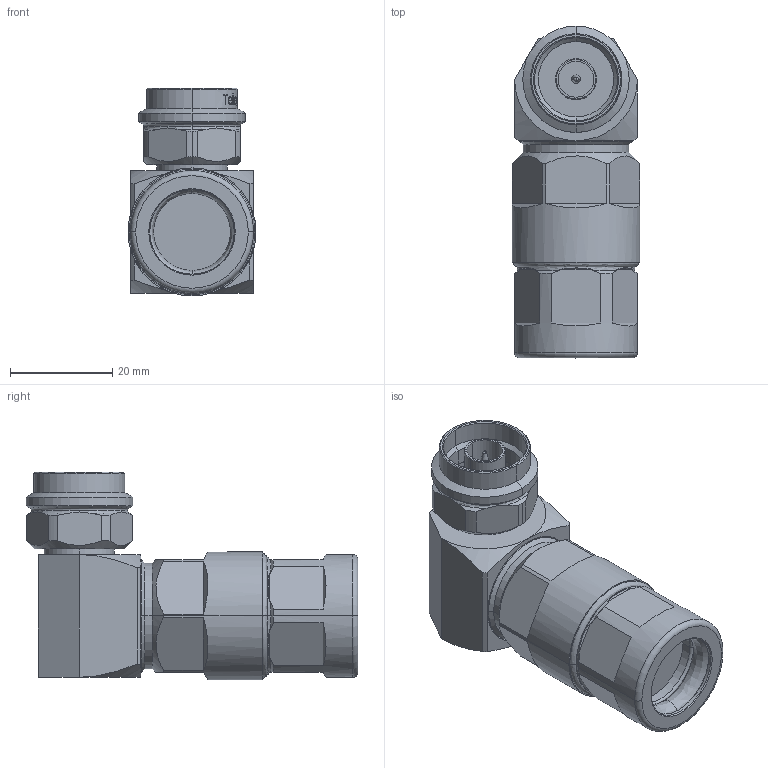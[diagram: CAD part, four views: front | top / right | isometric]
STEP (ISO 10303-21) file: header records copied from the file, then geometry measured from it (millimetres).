
FILE_DESCRIPTION (( 'STEP AP214' ), '1' );
FILE_NAME ('J01020B0044.STEP', '2016-07-15T07:32:52', ( '' ), ( '' ), 'SwSTEP 2.0', 'SolidWorks 2015', '' );
FILE_SCHEMA (( 'AUTOMOTIVE_DESIGN' ));
Length unit declared in the file: millimetre
Products named in the file (1): J01020B0044
Bounding box: 25 x 64.81 x 40.6 mm (x, y, z)
Volume: 30071.4 mm3; surface area: 10190.9 mm2
Topology: 2 solids, 4 shells, 334 faces, 834 edges, 537 vertices
Faces by surface type: plane 118, bspline 89, cylinder 69, cone 46, torus 10, sphere 2
Entity records: 21717 total; most frequent: CARTESIAN_POINT 10895, ORIENTED_EDGE 1668, DIRECTION 1223, EDGE_CURVE 834, VERTEX_POINT 537, AXIS2_PLACEMENT_3D 484, EDGE_LOOP 365, ADVANCED_FACE 334
